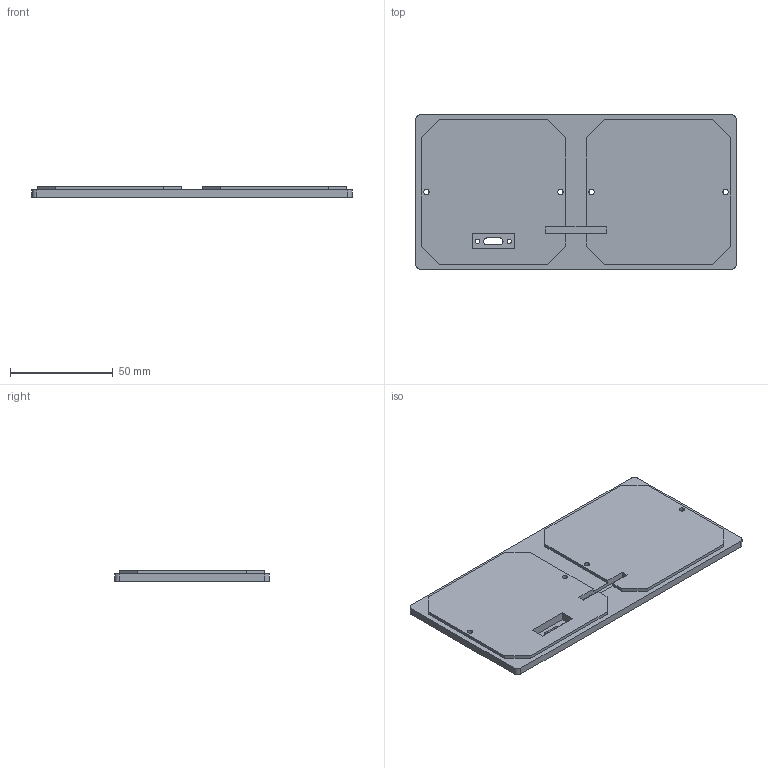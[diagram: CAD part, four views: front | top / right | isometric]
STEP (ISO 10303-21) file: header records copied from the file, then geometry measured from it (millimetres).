
FILE_DESCRIPTION (( 'STEP AP203' ), '1' );
FILE_NAME ('meter-back-panel-double.STEP', '2025-08-09T17:29:42', ( '' ), ( '' ), 'SwSTEP 2.0', 'SolidWorks 2019', '' );
FILE_SCHEMA (( 'CONFIG_CONTROL_DESIGN' ));
Length unit declared in the file: millimetre
Products named in the file (1): meter-back-panel-double
Bounding box: 156 x 75.5 x 5 mm (x, y, z)
Volume: 54476.6 mm3; surface area: 26495.1 mm2
Topology: 1 solids, 1 shells, 69 faces, 183 edges, 122 vertices
Faces by surface type: plane 42, cylinder 27
Entity records: 2256 total; most frequent: DIRECTION 377, CARTESIAN_POINT 375, ORIENTED_EDGE 366, EDGE_CURVE 183, VECTOR 129, LINE 129, AXIS2_PLACEMENT_3D 124, VERTEX_POINT 122
